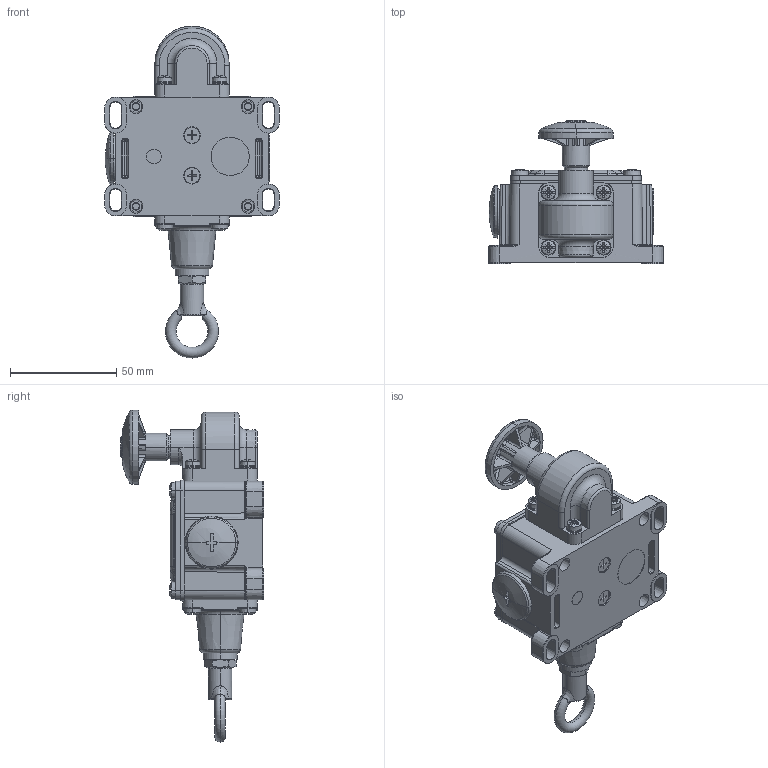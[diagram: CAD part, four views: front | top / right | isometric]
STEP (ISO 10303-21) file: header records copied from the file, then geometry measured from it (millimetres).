
FILE_DESCRIPTION((''),'2;1');
FILE_NAME('188751_ASM','2016-02-01T',('pdmadmin'),(''),'PRO/ENGINEER BY PARAMETRIC TECHNOLOGY CORPORATION, 2013230','PRO/ENGINEER BY PARAMETRIC TECHNOLOGY CORPORATION, 2013230','');
FILE_SCHEMA(('CONFIG_CONTROL_DESIGN'));
Length unit declared in the file: millimetre
Products named in the file (7): RP-QM72D-12L_PART_1; RP-QM72D-12L_PART_2; RP-QM72D-12L_PART_3; RP-QM72D-12L_PART_4; RP-QM72D-12L_PART_5; RP-QM72D-12L_ASM; 188751_ASM
Assembly tree (6 placements, depth 3):
  188751_ASM
    RP-QM72D-12L_ASM
      RP-QM72D-12L_PART_1
      RP-QM72D-12L_PART_2
      RP-QM72D-12L_PART_3
      RP-QM72D-12L_PART_4
      RP-QM72D-12L_PART_5
Bounding box: 82.2 x 67.5 x 156.5 mm (x, y, z)
Volume: 102539.5 mm3; surface area: 59052.8 mm2
Topology: 5 solids, 5 shells, 1827 faces, 4476 edges, 2640 vertices
Faces by surface type: plane 862, cylinder 369, cone 255, torus 171, bspline 92, sphere 78
Entity records: 58450 total; most frequent: CARTESIAN_POINT 16372, DIRECTION 8885, ORIENTED_EDGE 8754, EDGE_CURVE 4377, AXIS2_PLACEMENT_3D 3420, VERTEX_POINT 2640, VECTOR 2045, LINE 2045
